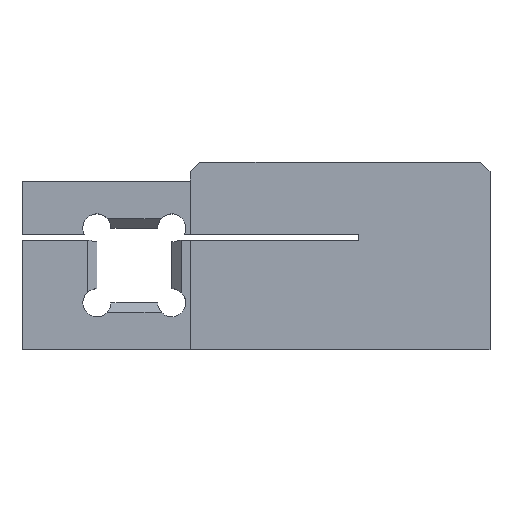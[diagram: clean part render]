
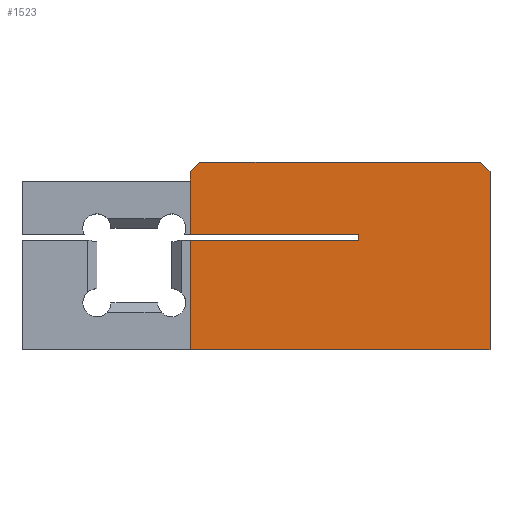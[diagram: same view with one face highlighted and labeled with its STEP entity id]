
A CAD part, top view. The second image highlights one B-rep face of the part: STEP entity #1523.
In plain terms, the highlighted planar face has unit normal (0, 0, 1).
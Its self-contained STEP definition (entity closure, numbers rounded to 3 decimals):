
#134=CARTESIAN_POINT('Vertex',(19.,-4.5,5.)) ;
#137=CARTESIAN_POINT('Line Origine',(11.,-4.5,5.)) ;
#141=CARTESIAN_POINT('Vertex',(3.,-4.5,5.)) ;
#181=CARTESIAN_POINT('Line Origine',(3.,-1.575,5.)) ;
#185=CARTESIAN_POINT('Vertex',(3.,1.35,5.)) ;
#295=CARTESIAN_POINT('Vertex',(12.,1.35,5.)) ;
#298=CARTESIAN_POINT('Line Origine',(12.,1.5,5.)) ;
#302=CARTESIAN_POINT('Vertex',(12.,1.65,5.)) ;
#551=CARTESIAN_POINT('Line Origine',(19.,0.25,5.)) ;
#555=CARTESIAN_POINT('Vertex',(19.,5.,5.)) ;
#916=CARTESIAN_POINT('Line Origine',(7.5,1.35,5.)) ;
#1095=CARTESIAN_POINT('Line Origine',(7.5,1.65,5.)) ;
#1099=CARTESIAN_POINT('Vertex',(3.,1.65,5.)) ;
#1472=CARTESIAN_POINT('Axis2P3D Location',(0.,-4.5,5.)) ;
#1477=CARTESIAN_POINT('Line Origine',(3.25,5.25,5.)) ;
#1481=CARTESIAN_POINT('Vertex',(3.,5.,5.)) ;
#1483=CARTESIAN_POINT('Vertex',(3.5,5.5,5.)) ;
#1486=CARTESIAN_POINT('Line Origine',(3.,4.75,5.)) ;
#1490=CARTESIAN_POINT('Vertex',(3.,4.5,5.)) ;
#1493=CARTESIAN_POINT('Line Origine',(3.,3.075,5.)) ;
#1498=CARTESIAN_POINT('Line Origine',(18.75,5.25,5.)) ;
#1502=CARTESIAN_POINT('Vertex',(18.5,5.5,5.)) ;
#1505=CARTESIAN_POINT('Line Origine',(11.,5.5,5.)) ;
#138=DIRECTION('Vector Direction',(1.,0.,0.)) ;
#182=DIRECTION('Vector Direction',(0.,1.,0.)) ;
#299=DIRECTION('Vector Direction',(0.,1.,0.)) ;
#552=DIRECTION('Vector Direction',(0.,1.,0.)) ;
#917=DIRECTION('Vector Direction',(1.,0.,0.)) ;
#1096=DIRECTION('Vector Direction',(1.,0.,0.)) ;
#1473=DIRECTION('Axis2P3D Direction',(0.,0.,-1.)) ;
#1474=DIRECTION('Axis2P3D XDirection',(0.,1.,0.)) ;
#1478=DIRECTION('Vector Direction',(-0.707,-0.707,0.)) ;
#1487=DIRECTION('Vector Direction',(0.,1.,0.)) ;
#1494=DIRECTION('Vector Direction',(0.,1.,0.)) ;
#1499=DIRECTION('Vector Direction',(-0.707,0.707,0.)) ;
#1506=DIRECTION('Vector Direction',(1.,0.,0.)) ;
#1475=AXIS2_PLACEMENT_3D('Plane Axis2P3D',#1472,#1473,#1474) ;
#1511=ORIENTED_EDGE('',*,*,#1485,.F.) ;
#1512=ORIENTED_EDGE('',*,*,#1492,.F.) ;
#1513=ORIENTED_EDGE('',*,*,#1497,.F.) ;
#1514=ORIENTED_EDGE('',*,*,#1101,.T.) ;
#1515=ORIENTED_EDGE('',*,*,#304,.F.) ;
#1516=ORIENTED_EDGE('',*,*,#920,.F.) ;
#1517=ORIENTED_EDGE('',*,*,#187,.F.) ;
#1518=ORIENTED_EDGE('',*,*,#143,.T.) ;
#1519=ORIENTED_EDGE('',*,*,#557,.F.) ;
#1520=ORIENTED_EDGE('',*,*,#1504,.F.) ;
#1521=ORIENTED_EDGE('',*,*,#1509,.F.) ;
#139=VECTOR('Line Direction',#138,1.) ;
#183=VECTOR('Line Direction',#182,1.) ;
#300=VECTOR('Line Direction',#299,1.) ;
#553=VECTOR('Line Direction',#552,1.) ;
#918=VECTOR('Line Direction',#917,1.) ;
#1097=VECTOR('Line Direction',#1096,1.) ;
#1479=VECTOR('Line Direction',#1478,1.) ;
#1488=VECTOR('Line Direction',#1487,1.) ;
#1495=VECTOR('Line Direction',#1494,1.) ;
#1500=VECTOR('Line Direction',#1499,1.) ;
#1507=VECTOR('Line Direction',#1506,1.) ;
#1523=ADVANCED_FACE('PartBody',(#1522),#1476,.F.) ;
#143=EDGE_CURVE('',#142,#135,#140,.T.) ;
#187=EDGE_CURVE('',#142,#186,#184,.T.) ;
#304=EDGE_CURVE('',#296,#303,#301,.T.) ;
#557=EDGE_CURVE('',#556,#135,#554,.F.) ;
#920=EDGE_CURVE('',#186,#296,#919,.T.) ;
#1101=EDGE_CURVE('',#1100,#303,#1098,.T.) ;
#1485=EDGE_CURVE('',#1482,#1484,#1480,.F.) ;
#1492=EDGE_CURVE('',#1491,#1482,#1489,.T.) ;
#1497=EDGE_CURVE('',#1100,#1491,#1496,.T.) ;
#1504=EDGE_CURVE('',#1503,#556,#1501,.F.) ;
#1509=EDGE_CURVE('',#1484,#1503,#1508,.T.) ;
#1510=EDGE_LOOP('',(#1511,#1512,#1513,#1514,#1515,#1516,#1517,#1518,#1519,#1520,#1521)) ;
#1522=FACE_OUTER_BOUND('',#1510,.T.) ;
#140=LINE('Line',#137,#139) ;
#184=LINE('Line',#181,#183) ;
#301=LINE('Line',#298,#300) ;
#554=LINE('Line',#551,#553) ;
#919=LINE('Line',#916,#918) ;
#1098=LINE('Line',#1095,#1097) ;
#1480=LINE('Line',#1477,#1479) ;
#1489=LINE('Line',#1486,#1488) ;
#1496=LINE('Line',#1493,#1495) ;
#1501=LINE('Line',#1498,#1500) ;
#1508=LINE('Line',#1505,#1507) ;
#1476=PLANE('',#1475) ;
#135=VERTEX_POINT('',#134) ;
#142=VERTEX_POINT('',#141) ;
#186=VERTEX_POINT('',#185) ;
#296=VERTEX_POINT('',#295) ;
#303=VERTEX_POINT('',#302) ;
#556=VERTEX_POINT('',#555) ;
#1100=VERTEX_POINT('',#1099) ;
#1482=VERTEX_POINT('',#1481) ;
#1484=VERTEX_POINT('',#1483) ;
#1491=VERTEX_POINT('',#1490) ;
#1503=VERTEX_POINT('',#1502) ;
